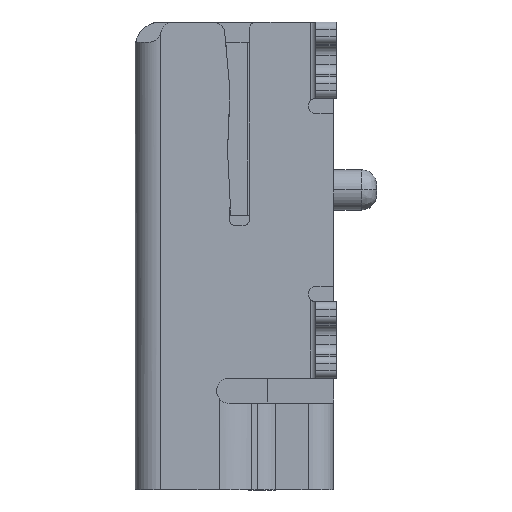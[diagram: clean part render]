
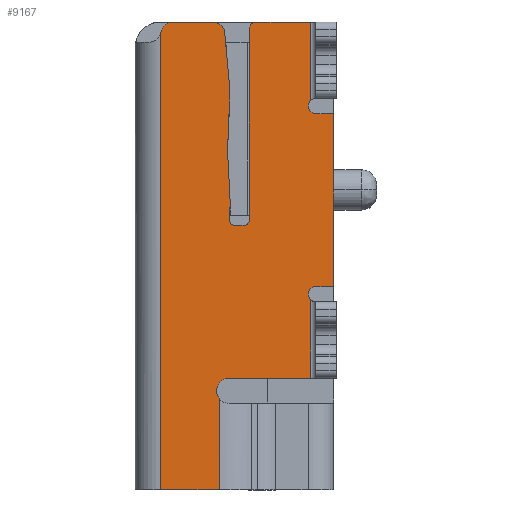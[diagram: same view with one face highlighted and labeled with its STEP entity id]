
A CAD part, left-side view. The second image highlights one B-rep face of the part: STEP entity #9167.
In plain terms, the highlighted planar face has unit normal (-1, 0, 0).
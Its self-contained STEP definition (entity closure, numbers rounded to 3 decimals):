
#161=DIRECTION('',(0.,0.,-1.));
#162=VECTOR('',#161,3.4);
#163=CARTESIAN_POINT('',(-3.85,0.,7.4));
#164=LINE('',#163,#162);
#2103=DIRECTION('',(0.,-1.,0.));
#2104=VECTOR('',#2103,1.06);
#2105=CARTESIAN_POINT('',(-3.85,1.51,9.2));
#2106=LINE('',#2105,#2104);
#2394=DIRECTION('',(0.,-1.,0.));
#2395=VECTOR('',#2394,0.35);
#2396=CARTESIAN_POINT('',(-3.85,0.35,4.));
#2397=LINE('',#2396,#2395);
#2398=DIRECTION('',(0.,-1.,0.));
#2399=VECTOR('',#2398,1.6);
#2400=CARTESIAN_POINT('',(-3.85,2.05,2.2));
#2401=LINE('',#2400,#2399);
#2402=CARTESIAN_POINT('',(-3.85,2.05,1.95));
#2403=DIRECTION('',(1.,0.,0.));
#2404=DIRECTION('',(0.,0.791,-0.612));
#2405=AXIS2_PLACEMENT_3D('',#2402,#2403,#2404);
#2407=DIRECTION('',(0.,-1.,0.));
#2408=VECTOR('',#2407,1.152);
#2409=CARTESIAN_POINT('',(-3.85,3.4,0.));
#2410=LINE('',#2409,#2408);
#2411=CARTESIAN_POINT('',(-3.85,3.64,9.05));
#2412=DIRECTION('',(1.,0.,0.));
#2413=DIRECTION('',(0.,-0.98,-0.2));
#2414=AXIS2_PLACEMENT_3D('',#2411,#2412,#2413);
#2416=CARTESIAN_POINT('',(-3.85,3.15,8.95));
#2417=DIRECTION('',(-1.,0.,0.));
#2418=DIRECTION('',(0.,0.,1.));
#2419=AXIS2_PLACEMENT_3D('',#2416,#2417,#2418);
#2421=CARTESIAN_POINT('',(-3.85,2.356,9.05));
#2422=DIRECTION('',(-1.,0.,0.));
#2423=DIRECTION('',(0.,-0.672,0.74));
#2424=AXIS2_PLACEMENT_3D('',#2421,#2422,#2423);
#2426=DIRECTION('',(0.,0.74,0.672));
#2427=VECTOR('',#2426,0.086);
#2428=CARTESIAN_POINT('',(-3.85,2.191,9.103));
#2429=LINE('',#2428,#2427);
#2430=CARTESIAN_POINT('',(-3.85,2.292,8.992));
#2431=DIRECTION('',(-1.,0.,0.));
#2432=DIRECTION('',(0.,-0.995,0.103));
#2433=AXIS2_PLACEMENT_3D('',#2430,#2431,#2432);
#2435=CARTESIAN_POINT('',(-3.85,2.043,5.312));
#2436=CARTESIAN_POINT('',(-3.85,2.021,5.498));
#2437=CARTESIAN_POINT('',(-3.85,2.041,5.858));
#2438=CARTESIAN_POINT('',(-3.85,2.105,6.416));
#2439=CARTESIAN_POINT('',(-3.85,2.068,6.959));
#2440=CARTESIAN_POINT('',(-3.85,2.036,7.51));
#2441=CARTESIAN_POINT('',(-3.85,2.033,8.116));
#2442=CARTESIAN_POINT('',(-3.85,2.098,8.619));
#2443=CARTESIAN_POINT('',(-3.85,2.135,8.936));
#2444=CARTESIAN_POINT('',(-3.85,2.143,9.008));
#2446=CARTESIAN_POINT('',(-3.85,1.943,5.3));
#2447=DIRECTION('',(1.,0.,0.));
#2448=DIRECTION('',(0.,0.,-1.));
#2449=AXIS2_PLACEMENT_3D('',#2446,#2447,#2448);
#2451=CARTESIAN_POINT('',(-3.85,1.76,5.3));
#2452=DIRECTION('',(1.,0.,0.));
#2453=DIRECTION('',(0.,-1.,0.));
#2454=AXIS2_PLACEMENT_3D('',#2451,#2452,#2453);
#2456=CARTESIAN_POINT('',(-3.85,1.51,9.05));
#2457=DIRECTION('',(-1.,0.,0.));
#2458=DIRECTION('',(0.,0.,1.));
#2459=AXIS2_PLACEMENT_3D('',#2456,#2457,#2458);
#2461=CARTESIAN_POINT('',(-3.85,0.35,7.55));
#2462=DIRECTION('',(1.,0.,0.));
#2463=DIRECTION('',(0.,0.,-1.));
#2464=AXIS2_PLACEMENT_3D('',#2461,#2462,#2463);
#2466=CARTESIAN_POINT('',(-3.85,0.35,3.85));
#2467=DIRECTION('',(1.,0.,0.));
#2468=DIRECTION('',(0.,0.667,-0.745));
#2469=AXIS2_PLACEMENT_3D('',#2466,#2467,#2468);
#2573=DIRECTION('',(0.,0.,-1.));
#2574=VECTOR('',#2573,3.75);
#2575=CARTESIAN_POINT('',(-3.85,1.66,9.05));
#2576=LINE('',#2575,#2574);
#2597=DIRECTION('',(0.,1.,0.));
#2598=VECTOR('',#2597,0.183);
#2599=CARTESIAN_POINT('',(-3.85,1.76,5.2));
#2600=LINE('',#2599,#2598);
#2648=DIRECTION('',(0.,-1.,0.));
#2649=VECTOR('',#2648,0.794);
#2650=CARTESIAN_POINT('',(-3.85,3.15,9.2));
#2651=LINE('',#2650,#2649);
#2675=CARTESIAN_POINT('',(-3.85,3.4,8.98));
#3732=DIRECTION('',(0.,0.,-1.));
#3733=VECTOR('',#3732,8.98);
#3734=CARTESIAN_POINT('',(-3.85,3.4,8.98));
#3735=LINE('',#3734,#3733);
#3878=DIRECTION('',(0.,1.,0.));
#3879=VECTOR('',#3878,0.35);
#3880=CARTESIAN_POINT('',(-3.85,0.,7.4));
#3881=LINE('',#3880,#3879);
#3886=DIRECTION('',(0.,0.,-1.));
#3887=VECTOR('',#3886,1.538);
#3888=CARTESIAN_POINT('',(-3.85,0.45,9.2));
#3889=LINE('',#3888,#3887);
#3890=DIRECTION('',(0.,0.,1.));
#3891=VECTOR('',#3890,1.797);
#3892=CARTESIAN_POINT('',(-3.85,2.248,0.));
#3893=LINE('',#3892,#3891);
#3922=DIRECTION('',(0.,0.,-1.));
#3923=VECTOR('',#3922,1.538);
#3924=CARTESIAN_POINT('',(-3.85,0.45,3.738));
#3925=LINE('',#3924,#3923);
#4927=CARTESIAN_POINT('',(-3.85,2.248,0.));
#4928=VERTEX_POINT('',#4927);
#4929=CARTESIAN_POINT('',(-3.85,3.4,0.));
#4930=VERTEX_POINT('',#4929);
#5135=CARTESIAN_POINT('',(-3.85,2.05,2.2));
#5137=VERTEX_POINT('',#5135);
#5138=CARTESIAN_POINT('',(-3.85,0.45,2.2));
#5140=VERTEX_POINT('',#5138);
#5449=VERTEX_POINT('',#2675);
#5450=CARTESIAN_POINT('',(-3.85,3.395,9.));
#5451=VERTEX_POINT('',#5450);
#5480=CARTESIAN_POINT('',(-3.85,2.248,1.797));
#5481=VERTEX_POINT('',#5480);
#5482=CARTESIAN_POINT('',(-3.85,3.15,9.2));
#5483=VERTEX_POINT('',#5482);
#5484=CARTESIAN_POINT('',(-3.85,2.356,9.2));
#5485=VERTEX_POINT('',#5484);
#5486=CARTESIAN_POINT('',(-3.85,2.255,9.161));
#5487=VERTEX_POINT('',#5486);
#5488=CARTESIAN_POINT('',(-3.85,2.191,9.103));
#5489=VERTEX_POINT('',#5488);
#5490=CARTESIAN_POINT('',(-3.85,2.143,9.008));
#5491=VERTEX_POINT('',#5490);
#5492=VERTEX_POINT('',#2435);
#5493=CARTESIAN_POINT('',(-3.85,1.943,5.2));
#5494=VERTEX_POINT('',#5493);
#5495=CARTESIAN_POINT('',(-3.85,1.76,5.2));
#5496=VERTEX_POINT('',#5495);
#5497=CARTESIAN_POINT('',(-3.85,1.66,5.3));
#5498=VERTEX_POINT('',#5497);
#5499=CARTESIAN_POINT('',(-3.85,1.66,9.05));
#5500=VERTEX_POINT('',#5499);
#5501=CARTESIAN_POINT('',(-3.85,1.51,9.2));
#5502=VERTEX_POINT('',#5501);
#5503=CARTESIAN_POINT('',(-3.85,0.45,9.2));
#5504=VERTEX_POINT('',#5503);
#5505=CARTESIAN_POINT('',(-3.85,0.45,7.662));
#5506=VERTEX_POINT('',#5505);
#5507=CARTESIAN_POINT('',(-3.85,0.35,7.4));
#5508=VERTEX_POINT('',#5507);
#5509=CARTESIAN_POINT('',(-3.85,0.,7.4));
#5510=VERTEX_POINT('',#5509);
#5511=CARTESIAN_POINT('',(-3.85,0.,4.));
#5512=VERTEX_POINT('',#5511);
#5513=CARTESIAN_POINT('',(-3.85,0.35,4.));
#5514=VERTEX_POINT('',#5513);
#5515=CARTESIAN_POINT('',(-3.85,0.45,3.738));
#5516=VERTEX_POINT('',#5515);
#9116=CARTESIAN_POINT('',(-3.85,1.7,4.6));
#9117=DIRECTION('',(1.,0.,0.));
#9118=DIRECTION('',(0.,-1.,0.));
#9119=AXIS2_PLACEMENT_3D('',#9116,#9117,#9118);
#9120=PLANE('',#9119);
#9121=ORIENTED_EDGE('',*,*,#7085,.F.);
#9123=ORIENTED_EDGE('',*,*,#9122,.F.);
#9125=ORIENTED_EDGE('',*,*,#9124,.F.);
#9126=ORIENTED_EDGE('',*,*,#6257,.F.);
#9128=ORIENTED_EDGE('',*,*,#9127,.F.);
#9130=ORIENTED_EDGE('',*,*,#9129,.F.);
#9132=ORIENTED_EDGE('',*,*,#9131,.F.);
#9134=ORIENTED_EDGE('',*,*,#9133,.T.);
#9136=ORIENTED_EDGE('',*,*,#9135,.F.);
#9138=ORIENTED_EDGE('',*,*,#9137,.F.);
#9140=ORIENTED_EDGE('',*,*,#9139,.F.);
#9142=ORIENTED_EDGE('',*,*,#9141,.F.);
#9144=ORIENTED_EDGE('',*,*,#9143,.F.);
#9146=ORIENTED_EDGE('',*,*,#9145,.F.);
#9148=ORIENTED_EDGE('',*,*,#9147,.F.);
#9150=ORIENTED_EDGE('',*,*,#9149,.F.);
#9152=ORIENTED_EDGE('',*,*,#9151,.F.);
#9153=ORIENTED_EDGE('',*,*,#8572,.T.);
#9155=ORIENTED_EDGE('',*,*,#9154,.T.);
#9157=ORIENTED_EDGE('',*,*,#9156,.F.);
#9159=ORIENTED_EDGE('',*,*,#9158,.F.);
#9160=ORIENTED_EDGE('',*,*,#6342,.T.);
#9161=ORIENTED_EDGE('',*,*,#9110,.F.);
#9162=ORIENTED_EDGE('',*,*,#9033,.F.);
#9164=ORIENTED_EDGE('',*,*,#9163,.T.);
#9165=EDGE_LOOP('',(#9121,#9123,#9125,#9126,#9128,#9130,#9132,#9134,#9136,#9138,
#9140,#9142,#9144,#9146,#9148,#9150,#9152,#9153,#9155,#9157,#9159,#9160,#9161,
#9162,#9164));
#9166=FACE_OUTER_BOUND('',#9165,.F.);
#2406=CIRCLE('',#2405,0.25);
#2415=CIRCLE('',#2414,0.25);
#2420=CIRCLE('',#2419,0.25);
#2425=CIRCLE('',#2424,0.15);
#2434=CIRCLE('',#2433,0.15);
#2445=B_SPLINE_CURVE_WITH_KNOTS('',3,(#2435,#2436,#2437,#2438,#2439,#2440,#2441,
#2442,#2443,#2444),.UNSPECIFIED.,.F.,.F.,(4,1,1,1,1,1,1,4),(0.,
0.149,0.295,0.452,0.589,
0.742,0.941,1.),.UNSPECIFIED.);
#2450=CIRCLE('',#2449,0.1);
#2455=CIRCLE('',#2454,0.1);
#2460=CIRCLE('',#2459,0.15);
#2465=CIRCLE('',#2464,0.15);
#2470=CIRCLE('',#2469,0.15);
#6257=EDGE_CURVE('',#4930,#4928,#2410,.T.);
#6342=EDGE_CURVE('',#5510,#5512,#164,.T.);
#7085=EDGE_CURVE('',#5137,#5140,#2401,.T.);
#8572=EDGE_CURVE('',#5502,#5504,#2106,.T.);
#9033=EDGE_CURVE('',#5516,#5514,#2470,.T.);
#9110=EDGE_CURVE('',#5514,#5512,#2397,.T.);
#9122=EDGE_CURVE('',#5481,#5137,#2406,.T.);
#9124=EDGE_CURVE('',#4928,#5481,#3893,.T.);
#9127=EDGE_CURVE('',#5449,#4930,#3735,.T.);
#9129=EDGE_CURVE('',#5451,#5449,#2415,.T.);
#9131=EDGE_CURVE('',#5483,#5451,#2420,.T.);
#9133=EDGE_CURVE('',#5483,#5485,#2651,.T.);
#9135=EDGE_CURVE('',#5487,#5485,#2425,.T.);
#9137=EDGE_CURVE('',#5489,#5487,#2429,.T.);
#9139=EDGE_CURVE('',#5491,#5489,#2434,.T.);
#9141=EDGE_CURVE('',#5492,#5491,#2445,.T.);
#9143=EDGE_CURVE('',#5494,#5492,#2450,.T.);
#9145=EDGE_CURVE('',#5496,#5494,#2600,.T.);
#9147=EDGE_CURVE('',#5498,#5496,#2455,.T.);
#9149=EDGE_CURVE('',#5500,#5498,#2576,.T.);
#9151=EDGE_CURVE('',#5502,#5500,#2460,.T.);
#9154=EDGE_CURVE('',#5504,#5506,#3889,.T.);
#9156=EDGE_CURVE('',#5508,#5506,#2465,.T.);
#9158=EDGE_CURVE('',#5510,#5508,#3881,.T.);
#9163=EDGE_CURVE('',#5516,#5140,#3925,.T.);
#9167=ADVANCED_FACE('',(#9166),#9120,.F.);
